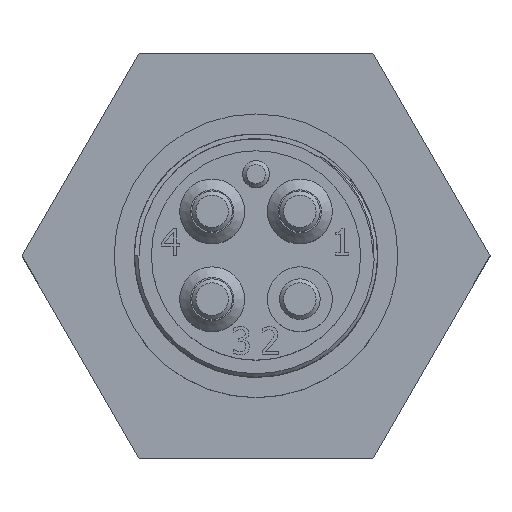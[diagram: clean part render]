
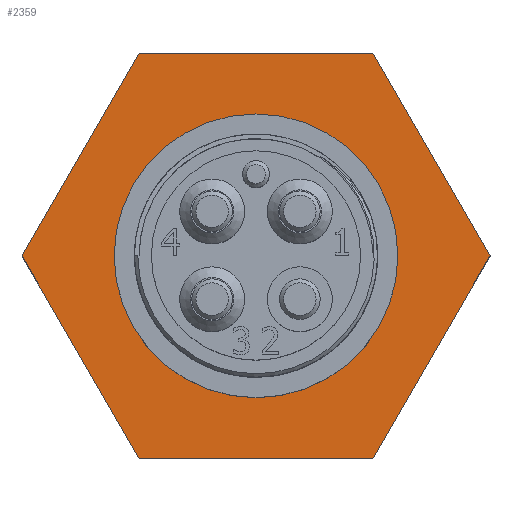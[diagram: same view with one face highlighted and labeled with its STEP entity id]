
A CAD part, top view. The second image highlights one B-rep face of the part: STEP entity #2359.
In plain terms, the highlighted planar face has unit normal (0, 0, 1).
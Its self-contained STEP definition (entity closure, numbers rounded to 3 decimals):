
#121=FACE_BOUND($,#596,.T.);
#172=CIRCLE($,#2515,10.5);
#266=PLANE($,#2518);
#401=FACE_OUTER_BOUND($,#595,.T.);
#595=EDGE_LOOP($,(#2172,#2173,#2174,#2175,#2176,#2177));
#596=EDGE_LOOP($,(#2178));
#758=LINE($,#6190,#935);
#761=LINE($,#6196,#938);
#764=LINE($,#6202,#941);
#767=LINE($,#6208,#944);
#771=LINE($,#6215,#948);
#773=LINE($,#6218,#950);
#935=VECTOR($,#2864,17.321);
#938=VECTOR($,#2869,17.321);
#941=VECTOR($,#2874,17.321);
#944=VECTOR($,#2879,17.321);
#948=VECTOR($,#2885,17.321);
#950=VECTOR($,#2889,17.321);
#1218=VERTEX_POINT($,#6187);
#1219=VERTEX_POINT($,#6189);
#1221=VERTEX_POINT($,#6195);
#1223=VERTEX_POINT($,#6201);
#1225=VERTEX_POINT($,#6207);
#1227=VERTEX_POINT($,#6213);
#1251=VERTEX_POINT($,#6298);
#1520=EDGE_CURVE($,#1219,#1218,#758,.T.);
#1523=EDGE_CURVE($,#1221,#1219,#761,.T.);
#1526=EDGE_CURVE($,#1223,#1221,#764,.T.);
#1529=EDGE_CURVE($,#1225,#1223,#767,.T.);
#1533=EDGE_CURVE($,#1218,#1227,#771,.T.);
#1535=EDGE_CURVE($,#1227,#1225,#773,.T.);
#1560=EDGE_CURVE($,#1251,#1251,#172,.T.);
#2172=ORIENTED_EDGE($,*,*,#1529,.T.);
#2173=ORIENTED_EDGE($,*,*,#1526,.T.);
#2174=ORIENTED_EDGE($,*,*,#1523,.T.);
#2175=ORIENTED_EDGE($,*,*,#1520,.T.);
#2176=ORIENTED_EDGE($,*,*,#1533,.T.);
#2177=ORIENTED_EDGE($,*,*,#1535,.T.);
#2178=ORIENTED_EDGE($,*,*,#1560,.T.);
#2359=ADVANCED_FACE($,(#401,#121),#266,.T.);
#2515=AXIS2_PLACEMENT_3D($,#6299,#3002,#3003);
#2518=AXIS2_PLACEMENT_3D($,#6302,#3008,#3009);
#2864=DIRECTION($,(0.5,-0.866,0.));
#2869=DIRECTION($,(-0.5,-0.866,0.));
#2874=DIRECTION($,(-1.,0.,0.));
#2879=DIRECTION($,(-0.5,0.866,0.));
#2885=DIRECTION($,(1.,0.,0.));
#2889=DIRECTION($,(0.5,0.866,0.));
#3002=DIRECTION('center_axis',(0.,0.,-1.));
#3003=DIRECTION('ref_axis',(-1.,0.,0.));
#3008=DIRECTION('center_axis',(0.,0.,1.));
#3009=DIRECTION('ref_axis',(1.,0.,0.));
#6187=CARTESIAN_POINT('',(-8.66,-15.,3.95));
#6189=CARTESIAN_POINT('',(-17.321,0.,3.95));
#6190=CARTESIAN_POINT($,(-15.155,-3.75,3.95));
#6195=CARTESIAN_POINT('',(-8.66,15.,3.95));
#6196=CARTESIAN_POINT($,(-10.825,11.25,3.95));
#6201=CARTESIAN_POINT('',(8.66,15.,3.95));
#6202=CARTESIAN_POINT($,(4.33,15.,3.95));
#6207=CARTESIAN_POINT('',(17.321,0.,3.95));
#6208=CARTESIAN_POINT($,(15.155,3.75,3.95));
#6213=CARTESIAN_POINT('',(8.66,-15.,3.95));
#6215=CARTESIAN_POINT($,(-4.33,-15.,3.95));
#6218=CARTESIAN_POINT($,(10.825,-11.25,3.95));
#6298=CARTESIAN_POINT('',(10.5,0.,3.95));
#6299=CARTESIAN_POINT('Origin',(0.,0.,3.95));
#6302=CARTESIAN_POINT('Origin',(0.,0.,
3.95));
